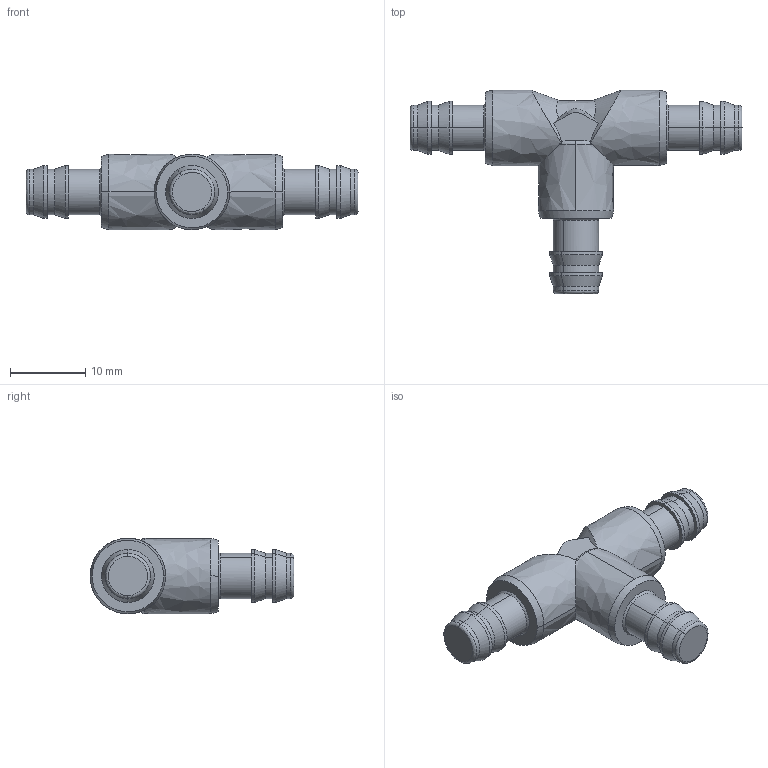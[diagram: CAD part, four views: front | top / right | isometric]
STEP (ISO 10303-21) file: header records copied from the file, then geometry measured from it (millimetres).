
FILE_DESCRIPTION (( 'STEP AP214' ), '1' );
FILE_NAME ('DRF.SPM5-6_T.STEP', '2018-09-03T15:29:08', ( '' ), ( '' ), 'SwSTEP 2.0', 'SolidWorks 2018', '' );
FILE_SCHEMA (( 'AUTOMOTIVE_DESIGN' ));
Length unit declared in the file: millimetre
Products named in the file (1): DRF.SPM5-6_T
Bounding box: 44 x 27 x 10 mm (x, y, z)
Volume: 3267.5 mm3; surface area: 1775.9 mm2
Topology: 1 solids, 1 shells, 94 faces, 238 edges, 155 vertices
Faces by surface type: bspline 94
Entity records: 5119 total; most frequent: CARTESIAN_POINT 3382, ORIENTED_EDGE 476, EDGE_CURVE 238, B_SPLINE_CURVE_WITH_KNOTS 164, VERTEX_POINT 155, EDGE_LOOP 103, ADVANCED_FACE 94, FACE_OUTER_BOUND 94
